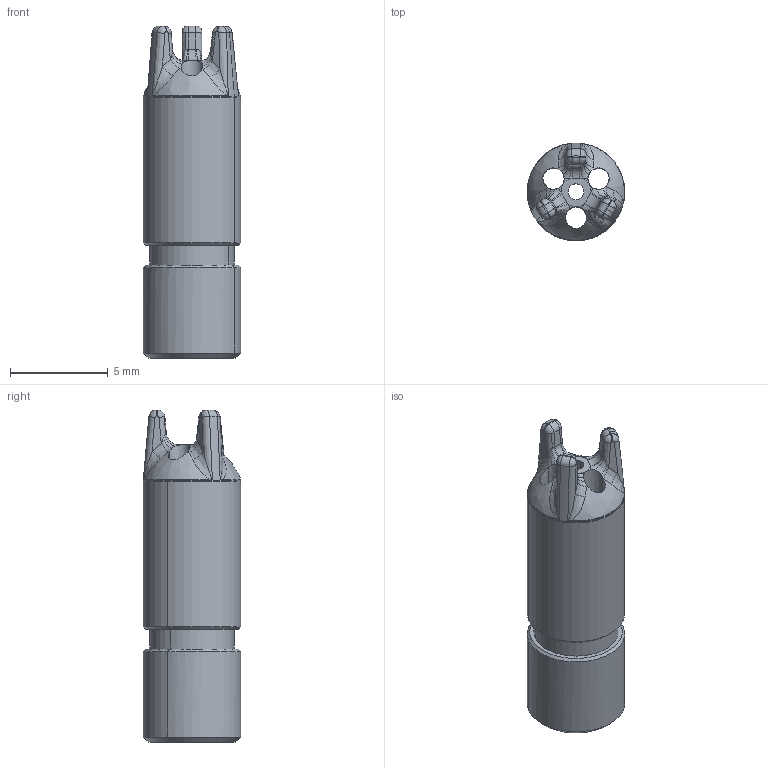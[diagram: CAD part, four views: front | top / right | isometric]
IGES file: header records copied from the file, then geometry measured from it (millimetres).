
Start section: START RECORD GO HERE.
Global section: file name: 5mm Nozzle.igs; native system: DASSAULT SYSTEMES CATIA V5 R20 - www.3ds.com; preprocessor: CATIA Version 5 Release 20 ; author: Chirag Shah; organization: INTRITECH; date: 20180718.145126; units: millimetre
Bounding box: 5 x 5 x 17.02 mm (x, y, z)
Volume: 140 mm3; surface area: 457.9 mm2
Topology: 1 solids, 1 shells, 143 faces, 390 edges, 231 vertices
Faces by surface type: revolution 62, bspline 62, plane 19
